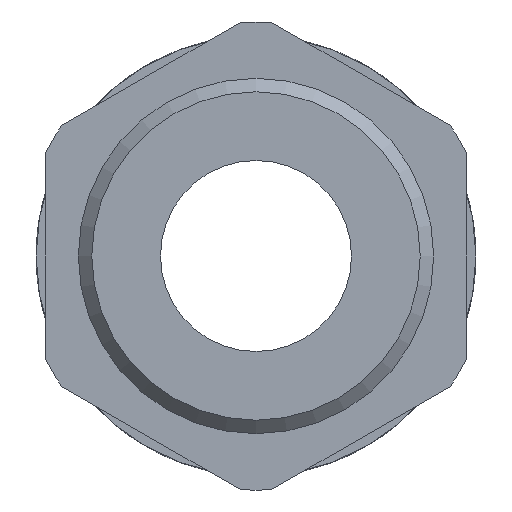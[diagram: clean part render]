
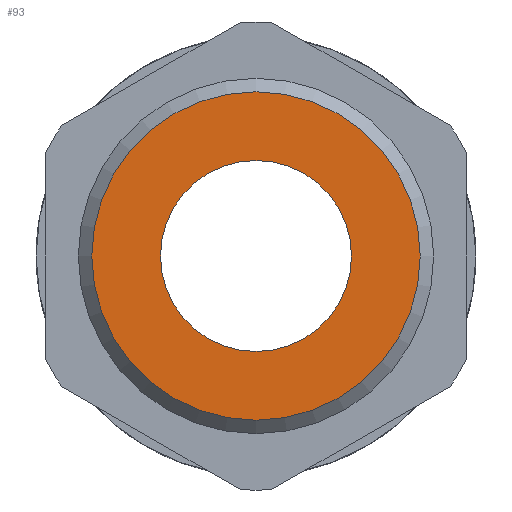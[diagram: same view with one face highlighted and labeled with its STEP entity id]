
A CAD part, left-side view. The second image highlights one B-rep face of the part: STEP entity #93.
In plain terms, the highlighted planar face has unit normal (-1, 0, 0).
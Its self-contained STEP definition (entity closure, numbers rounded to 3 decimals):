
#93 = ADVANCED_FACE( '', ( #171, #172 ), #173, .F. );
#171 = FACE_OUTER_BOUND( '', #298, .T. );
#172 = FACE_BOUND( '', #299, .T. );
#173 = PLANE( '', #300 );
#298 = EDGE_LOOP( '', ( #526 ) );
#299 = EDGE_LOOP( '', ( #527 ) );
#300 = AXIS2_PLACEMENT_3D( '', #528, #529, #530 );
#526 = ORIENTED_EDGE( '', *, *, #825, .F. );
#527 = ORIENTED_EDGE( '', *, *, #781, .T. );
#528 = CARTESIAN_POINT( '', ( -29.5, 0., 0. ) );
#529 = DIRECTION( '', ( 1., 0., 0. ) );
#530 = DIRECTION( '', ( 0., 0., -1. ) );
#781 = EDGE_CURVE( '', #906, #906, #907, .T. );
#825 = EDGE_CURVE( '', #983, #983, #984, .T. );
#906 = VERTEX_POINT( '', #1110 );
#907 = CIRCLE( '', #1111, 5. );
#983 = VERTEX_POINT( '', #1209 );
#984 = CIRCLE( '', #1210, 8.593 );
#1110 = CARTESIAN_POINT( '', ( -29.5, 5., 0. ) );
#1111 = AXIS2_PLACEMENT_3D( '', #1352, #1353, #1354 );
#1209 = CARTESIAN_POINT( '', ( -29.5, 0., -8.593 ) );
#1210 = AXIS2_PLACEMENT_3D( '', #1440, #1441, #1442 );
#1352 = CARTESIAN_POINT( '', ( -29.5, 0., 0. ) );
#1353 = DIRECTION( '', ( 1., 0., 0. ) );
#1354 = DIRECTION( '', ( 0., 1., 0. ) );
#1440 = CARTESIAN_POINT( '', ( -29.5, 0., 0. ) );
#1441 = DIRECTION( '', ( 1., 0., 0. ) );
#1442 = DIRECTION( '', ( 0., 0., -1. ) );
